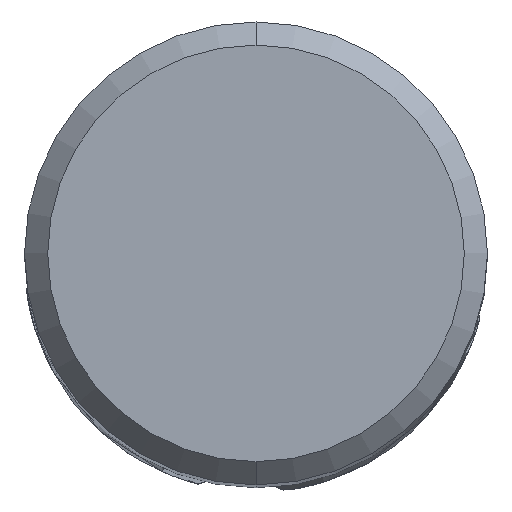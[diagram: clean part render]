
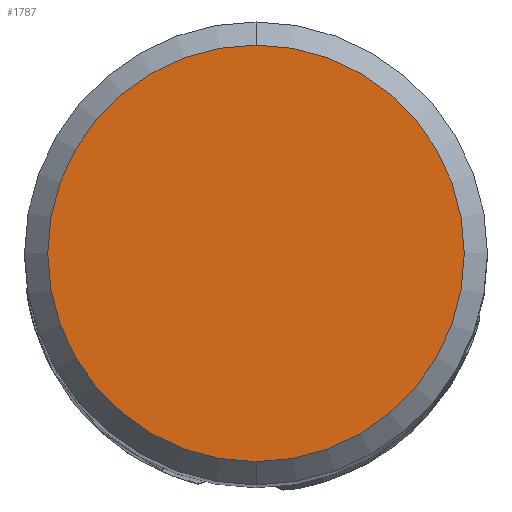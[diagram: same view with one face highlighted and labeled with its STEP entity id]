
A CAD part, top view. The second image highlights one B-rep face of the part: STEP entity #1787.
In plain terms, the highlighted planar face has unit normal (0, 0, 1).
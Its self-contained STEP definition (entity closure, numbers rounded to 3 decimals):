
#775=EDGE_CURVE('',#1879,#1857,#2205,.T.);
#1787=ADVANCED_FACE('',(#3307),#3308,.T.);
#1857=VERTEX_POINT('',#3381);
#1879=VERTEX_POINT('',#3405);
#1953=EDGE_CURVE('',#1857,#1879,#3485,.T.);
#2205=CIRCLE('',#3793,7.2);
#3307=FACE_OUTER_BOUND('',#10717,.T.);
#3308=PLANE('',#10718);
#3381=CARTESIAN_POINT('',(0.,-7.2,0.0));
#3405=CARTESIAN_POINT('',(0.0,7.2,0.0));
#3485=CIRCLE('',#11651,7.2);
#3793=AXIS2_PLACEMENT_3D('',#13034,#13035,#13036);
#10717=EDGE_LOOP('',(#14206,#14207));
#10718=AXIS2_PLACEMENT_3D('',#14208,#14209,#14210);
#11651=AXIS2_PLACEMENT_3D('',#14348,#14349,#14350);
#13034=CARTESIAN_POINT('',(0.0,0.0,0.0));
#13035=DIRECTION('',(0.0,0.0,-1.0));
#13036=DIRECTION('',(0.0,1.0,0.0));
#14206=ORIENTED_EDGE('',*,*,#775,.F.);
#14207=ORIENTED_EDGE('',*,*,#1953,.F.);
#14208=CARTESIAN_POINT('',(0.0,3.6,0.0));
#14209=DIRECTION('',(-0.0,0.0,1.0));
#14210=DIRECTION('',(0.0,-1.0,0.0));
#14348=CARTESIAN_POINT('',(0.0,0.0,0.0));
#14349=DIRECTION('',(0.0,0.0,-1.0));
#14350=DIRECTION('',(0.0,1.0,0.0));
